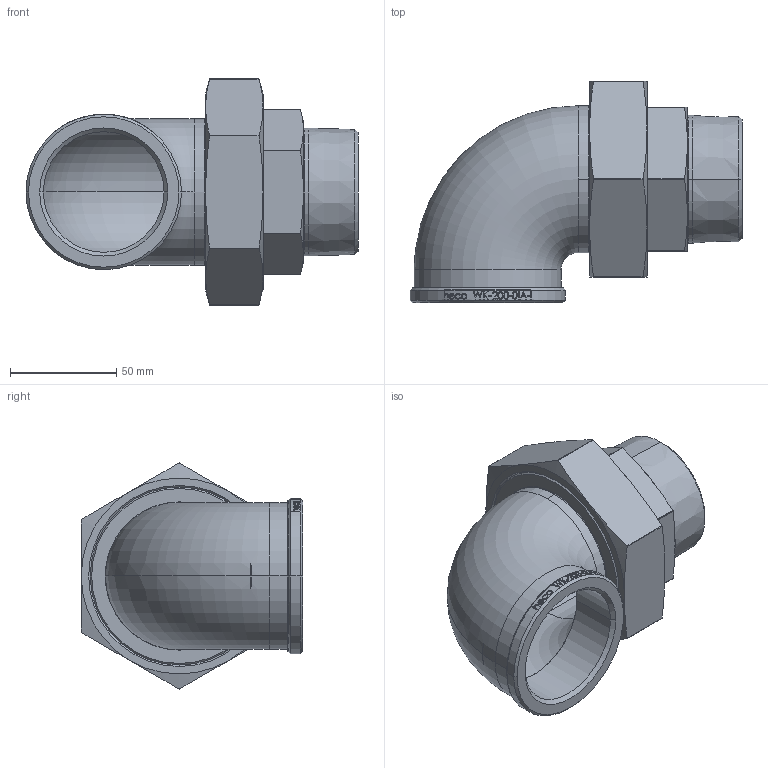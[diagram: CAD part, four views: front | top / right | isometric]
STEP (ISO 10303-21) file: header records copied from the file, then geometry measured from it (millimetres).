
FILE_DESCRIPTION (( 'STEP AP214' ), '1' );
FILE_NAME ('WK-200-0IA-I 1709.STEP', '2017-09-28T09:48:12', ( '' ), ( '' ), 'SwSTEP 2.0', 'SolidWorks 2016', '' );
FILE_SCHEMA (( 'AUTOMOTIVE_DESIGN' ));
Length unit declared in the file: millimetre
Products named in the file (1): WK-200-0IA-I 1709
Bounding box: 155.9 x 104 x 106.14 mm (x, y, z)
Volume: 252873.3 mm3; surface area: 77706 mm2
Topology: 1 solids, 1 shells, 307 faces, 757 edges, 484 vertices
Faces by surface type: bspline 91, cylinder 79, plane 77, cone 34, torus 26
Entity records: 22986 total; most frequent: CARTESIAN_POINT 14765, ORIENTED_EDGE 1514, DIRECTION 1047, EDGE_CURVE 757, VERTEX_POINT 484, AXIS2_PLACEMENT_3D 443, EDGE_LOOP 341, B_SPLINE_CURVE_WITH_KNOTS 334
